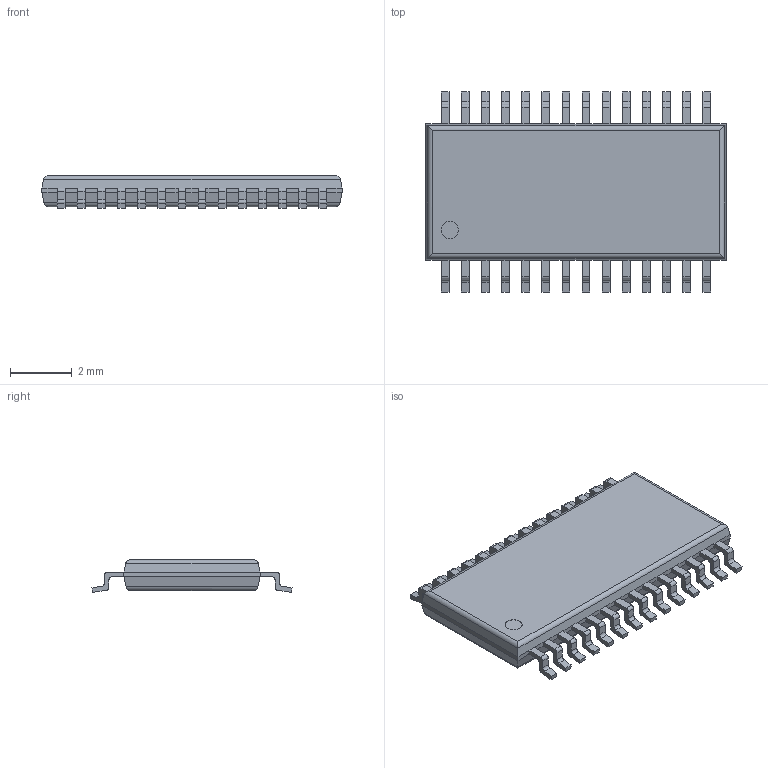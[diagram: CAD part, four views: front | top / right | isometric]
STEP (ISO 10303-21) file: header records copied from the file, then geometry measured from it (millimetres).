
FILE_DESCRIPTION (( 'STEP AP214' ), '1' );
FILE_NAME ('TSSOP28(EP).STEP', '2022-08-04T09:05:35', ( '' ), ( '' ), 'SwSTEP 2.0', 'SolidWorks 2017', '' );
FILE_SCHEMA (( 'AUTOMOTIVE_DESIGN' ));
Length unit declared in the file: millimetre
Products named in the file (1): TSSOP28(EP)
Bounding box: 9.7 x 6.46 x 1.05 mm (x, y, z)
Volume: 43 mm3; surface area: 176 mm2
Topology: 2 solids, 2 shells, 428 faces, 1138 edges, 716 vertices
Faces by surface type: plane 306, cylinder 122
Entity records: 13681 total; most frequent: CARTESIAN_POINT 2307, ORIENTED_EDGE 2276, DIRECTION 2216, EDGE_CURVE 1138, LINE 902, VECTOR 902, VERTEX_POINT 716, AXIS2_PLACEMENT_3D 657
